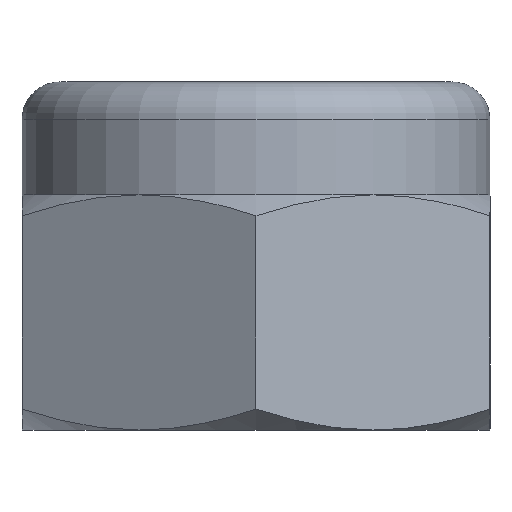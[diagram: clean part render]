
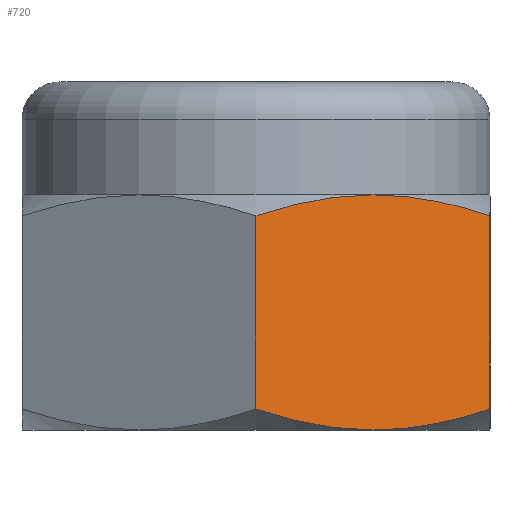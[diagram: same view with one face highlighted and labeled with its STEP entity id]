
A CAD part, front view. The second image highlights one B-rep face of the part: STEP entity #720.
In plain terms, the highlighted planar face has unit normal (0.5, -0.866, 0).
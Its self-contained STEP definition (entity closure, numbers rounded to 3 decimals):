
#15 = ORIENTED_EDGE ( 'NONE', *, *, #1543, .F. ) ;
#36 = VERTEX_POINT ( 'NONE', #1538 ) ;
#44 = CARTESIAN_POINT ( 'NONE',  ( 7.346, -4.997, -7.544 ) ) ;
#74 = B_SPLINE_CURVE_WITH_KNOTS ( 'NONE', 3,
 ( #1012, #44, #1553, #877, #1895, #1226 ),
 .UNSPECIFIED., .F., .F.,
 ( 4, 2, 4 ),
 ( 0., 0.002, 0.005 ),
 .UNSPECIFIED. ) ;
#91 = CARTESIAN_POINT ( 'NONE',  ( 0., -9.238, -0.715 ) ) ;
#144 = B_SPLINE_CURVE_WITH_KNOTS ( 'NONE', 3,
 ( #571, #243, #1605, #1929, #598, #751 ),
 .UNSPECIFIED., .F., .F.,
 ( 4, 2, 4 ),
 ( 0., 0.002, 0.005 ),
 .UNSPECIFIED. ) ;
#238 = CARTESIAN_POINT ( 'NONE',  ( 3.32, -7.321, -0.017 ) ) ;
#243 = CARTESIAN_POINT ( 'NONE',  ( 7.346, -4.997, -0.496 ) ) ;
#308 = CARTESIAN_POINT ( 'NONE',  ( 3.661, -7.124, -8.04 ) ) ;
#417 = CARTESIAN_POINT ( 'NONE',  ( 4., -6.928, 0. ) ) ;
#452 = VERTEX_POINT ( 'NONE', #1079 ) ;
#465 = EDGE_CURVE ( 'NONE', #900, #452, #144, .T. ) ;
#510 = CARTESIAN_POINT ( 'NONE',  ( 0., -9.238, -0.715 ) ) ;
#526 = LINE ( 'NONE', #628, #1189 ) ;
#571 = CARTESIAN_POINT ( 'NONE',  ( 8., -4.619, -0.715 ) ) ;
#598 = CARTESIAN_POINT ( 'NONE',  ( 4.681, -6.535, 0. ) ) ;
#628 = CARTESIAN_POINT ( 'NONE',  ( 8., -4.619, -8.04 ) ) ;
#651 = CARTESIAN_POINT ( 'NONE',  ( 3.32, -7.321, -8.023 ) ) ;
#652 = DIRECTION ( 'NONE',  ( 0.866, 0.5, 0. ) ) ;
#661 = CARTESIAN_POINT ( 'NONE',  ( 0.653, -8.861, -7.543 ) ) ;
#690 = VERTEX_POINT ( 'NONE', #510 ) ;
#720 = ADVANCED_FACE ( 'NONE', ( #1948 ), #1845, .T. ) ;
#748 = CARTESIAN_POINT ( 'NONE',  ( 2.645, -7.711, -0.082 ) ) ;
#751 = CARTESIAN_POINT ( 'NONE',  ( 4., -6.928, 0. ) ) ;
#821 = CARTESIAN_POINT ( 'NONE',  ( 2.645, -7.711, -7.958 ) ) ;
#877 = CARTESIAN_POINT ( 'NONE',  ( 5.354, -6.146, -7.972 ) ) ;
#900 = VERTEX_POINT ( 'NONE', #1370 ) ;
#983 = CARTESIAN_POINT ( 'NONE',  ( 2.31, -7.904, -7.909 ) ) ;
#998 = LINE ( 'NONE', #1221, #1217 ) ;
#1012 = CARTESIAN_POINT ( 'NONE',  ( 8., -4.619, -7.325 ) ) ;
#1048 = VERTEX_POINT ( 'NONE', #1113 ) ;
#1060 = DIRECTION ( 'NONE',  ( 0., 0., 1. ) ) ;
#1079 = CARTESIAN_POINT ( 'NONE',  ( 4., -6.928, 0. ) ) ;
#1113 = CARTESIAN_POINT ( 'NONE',  ( 0., -9.238, -7.325 ) ) ;
#1159 = VERTEX_POINT ( 'NONE', #1820 ) ;
#1182 = CARTESIAN_POINT ( 'NONE',  ( 0., -9.238, -8.04 ) ) ;
#1189 = VECTOR ( 'NONE', #1949, 1000. ) ;
#1217 = VECTOR ( 'NONE', #1060, 1000. ) ;
#1221 = CARTESIAN_POINT ( 'NONE',  ( 0., -9.238, -8.04 ) ) ;
#1226 = CARTESIAN_POINT ( 'NONE',  ( 4., -6.928, -8.04 ) ) ;
#1259 = CARTESIAN_POINT ( 'NONE',  ( 3.661, -7.124, 0. ) ) ;
#1284 = ORIENTED_EDGE ( 'NONE', *, *, #465, .T. ) ;
#1343 = DIRECTION ( 'NONE',  ( 0.5, -0.866, 0. ) ) ;
#1370 = CARTESIAN_POINT ( 'NONE',  ( 8., -4.619, -0.715 ) ) ;
#1385 = ORIENTED_EDGE ( 'NONE', *, *, #2127, .T. ) ;
#1395 = B_SPLINE_CURVE_WITH_KNOTS ( 'NONE', 3,
 ( #417, #1259, #238, #748, #1914, #1590, #1919, #91 ),
 .UNSPECIFIED., .F., .F.,
 ( 4, 2, 2, 4 ),
 ( 0.005, 0.006, 0.007, 0.009 ),
 .UNSPECIFIED. ) ;
#1437 = EDGE_CURVE ( 'NONE', #452, #690, #1395, .T. ) ;
#1478 = EDGE_LOOP ( 'NONE', ( #1385, #1284, #1633, #1858, #15, #1679 ) ) ;
#1538 = CARTESIAN_POINT ( 'NONE',  ( 4., -6.928, -8.04 ) ) ;
#1543 = EDGE_CURVE ( 'NONE', #36, #1048, #1576, .T. ) ;
#1553 = CARTESIAN_POINT ( 'NONE',  ( 6.687, -5.377, -7.723 ) ) ;
#1576 = B_SPLINE_CURVE_WITH_KNOTS ( 'NONE', 3,
 ( #1660, #308, #651, #821, #983, #1977, #661, #1835 ),
 .UNSPECIFIED., .F., .F.,
 ( 4, 2, 2, 4 ),
 ( 0.005, 0.006, 0.007, 0.009 ),
 .UNSPECIFIED. ) ;
#1590 = CARTESIAN_POINT ( 'NONE',  ( 1.311, -8.481, -0.317 ) ) ;
#1605 = CARTESIAN_POINT ( 'NONE',  ( 6.687, -5.377, -0.317 ) ) ;
#1609 = EDGE_CURVE ( 'NONE', #1159, #36, #74, .T. ) ;
#1616 = EDGE_CURVE ( 'NONE', #1048, #690, #998, .T. ) ;
#1633 = ORIENTED_EDGE ( 'NONE', *, *, #1437, .T. ) ;
#1660 = CARTESIAN_POINT ( 'NONE',  ( 4., -6.928, -8.04 ) ) ;
#1679 = ORIENTED_EDGE ( 'NONE', *, *, #1609, .F. ) ;
#1820 = CARTESIAN_POINT ( 'NONE',  ( 8., -4.619, -7.325 ) ) ;
#1835 = CARTESIAN_POINT ( 'NONE',  ( 0., -9.238, -7.325 ) ) ;
#1845 = PLANE ( 'NONE',  #1904 ) ;
#1858 = ORIENTED_EDGE ( 'NONE', *, *, #1616, .F. ) ;
#1895 = CARTESIAN_POINT ( 'NONE',  ( 4.681, -6.535, -8.04 ) ) ;
#1904 = AXIS2_PLACEMENT_3D ( 'NONE', #1182, #1343, #652 ) ;
#1914 = CARTESIAN_POINT ( 'NONE',  ( 2.31, -7.904, -0.131 ) ) ;
#1919 = CARTESIAN_POINT ( 'NONE',  ( 0.653, -8.861, -0.497 ) ) ;
#1929 = CARTESIAN_POINT ( 'NONE',  ( 5.354, -6.146, -0.068 ) ) ;
#1948 = FACE_OUTER_BOUND ( 'NONE', #1478, .T. ) ;
#1949 = DIRECTION ( 'NONE',  ( 0., 0., 1. ) ) ;
#1977 = CARTESIAN_POINT ( 'NONE',  ( 1.311, -8.481, -7.723 ) ) ;
#2127 = EDGE_CURVE ( 'NONE', #1159, #900, #526, .T. ) ;
